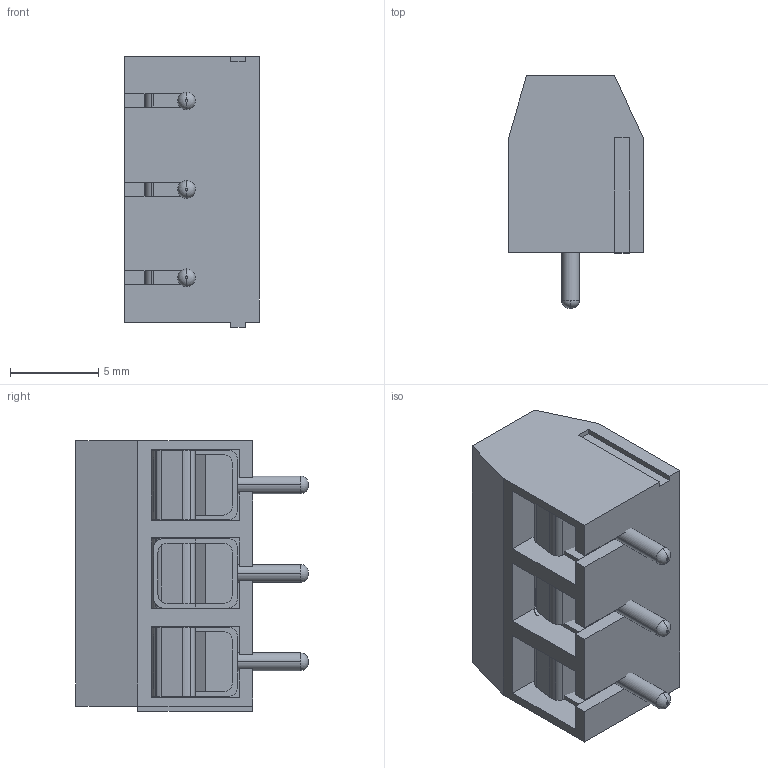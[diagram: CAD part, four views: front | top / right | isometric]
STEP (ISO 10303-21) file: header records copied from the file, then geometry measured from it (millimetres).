
FILE_DESCRIPTION(('STEP AP214'),'1');
FILE_NAME(' 3P.stp','2023-11-29T00:24:29',(' '),(' '),'Spatial InterOp 3D',' ',' ');
FILE_SCHEMA(('AUTOMOTIVE_DESIGN { 1 0 10303 214 1 1 1 1 }'));
Length unit declared in the file: metre
Products named in the file (4): Разьем 3P; Внутренности; Болты
Assembly tree (3 placements, depth 2):
  Разьем 3P
    Разьем 3P
    Внутренности
    Болты
Bounding box: 7.6 x 13.13 x 15.3 mm (x, y, z)
Volume: 876.6 mm3; surface area: 1847.4 mm2
Topology: 13 solids, 13 shells, 224 faces, 606 edges, 423 vertices
Faces by surface type: plane 143, cylinder 75, torus 6
Entity records: 7363 total; most frequent: CARTESIAN_POINT 1285, DIRECTION 1230, ORIENTED_EDGE 1188, EDGE_CURVE 594, LINE 426, VECTOR 426, AXIS2_PLACEMENT_3D 402, VERTEX_POINT 399
